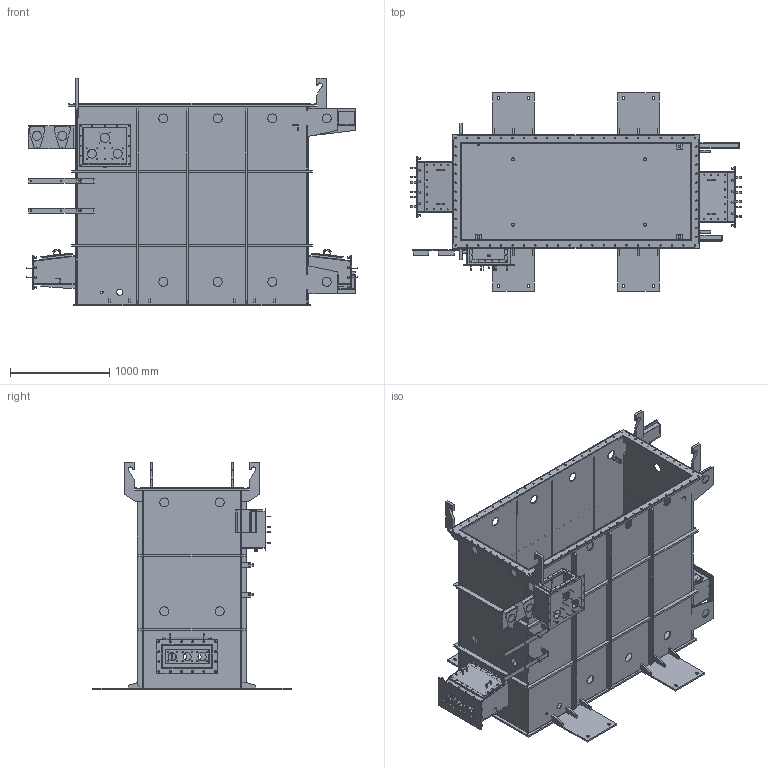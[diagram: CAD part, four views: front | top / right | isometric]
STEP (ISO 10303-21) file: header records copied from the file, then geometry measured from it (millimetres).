
FILE_DESCRIPTION(('CATIA V5 STEP Exchange'),'2;1');
FILE_NAME('8KV.stp','2023-10-26T13:46:07+00:00',('none'),('none'),'CATIA Version 5-6 Release 2018','CATIA V5 STEP AP203','none');
FILE_SCHEMA(('CONFIG_CONTROL_DESIGN'));
Length unit declared in the file: millimetre
Products named in the file (1): 8KV
Assembly tree (45 placements, depth 2):
  8KV
    #57
    #2074
    #3411
    #4943
    #5514
    #6697
    #11594
    #12033  x2
    #12818  x2
    #13765  x4
    #14328  x7
    #14595  x4
    #14809  x4
    #15075  x4
    #15647  x2
    #16112  x2
    #16577  x2
    #16962
    #17202
    #17442
    #29056
    #34801
Bounding box: 3336 x 2000 x 2296 mm (x, y, z)
Volume: 227726794.1 mm3; surface area: 46928993.8 mm2
Topology: 158 solids, 158 shells, 1894 faces, 4577 edges, 2971 vertices
Faces by surface type: plane 878, cylinder 860, cone 140, torus 16
Entity records: 46337 total; most frequent: CARTESIAN_POINT 9837, ORIENTED_EDGE 7624, DIRECTION 6043, EDGE_CURVE 3812, AXIS2_PLACEMENT_3D 2793, VERTEX_POINT 2496, EDGE_LOOP 2212, VECTOR 2077
